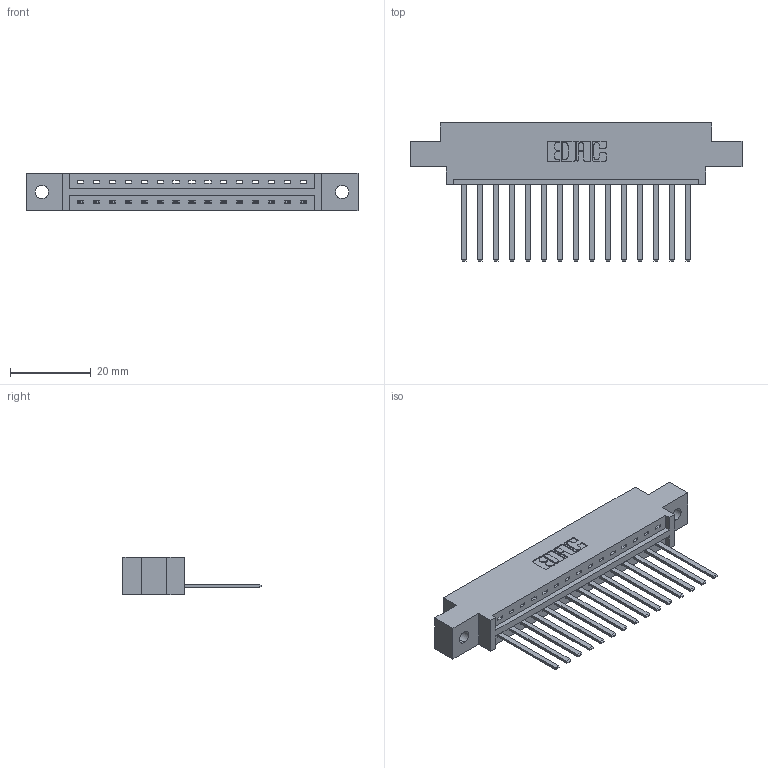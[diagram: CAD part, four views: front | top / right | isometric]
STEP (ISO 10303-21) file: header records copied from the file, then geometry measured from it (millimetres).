
FILE_DESCRIPTION (( 'STEP AP203' ), '1' );
FILE_NAME ('337-015-544-602.STEP', '2018-08-04T17:25:22', ( '' ), ( '' ), 'SwSTEP 2.0', 'SolidWorks 2016', '' );
FILE_SCHEMA (( 'CONFIG_CONTROL_DESIGN' ));
Length unit declared in the file: inch
Products named in the file (3): 337 Part_0.170 Offset - 0.128 Dia; 345-292-001_345-293-144; 337-015-544-602
Assembly tree (16 placements, depth 2):
  337-015-544-602
    337 Part_0.170 Offset - 0.128 Dia
    345-292-001_345-293-144  x15
Bounding box: 82.45 x 34.3 x 9.4 mm (x, y, z)
Volume: 8250.8 mm3; surface area: 8774.1 mm2
Topology: 16 solids, 16 shells, 958 faces, 2873 edges, 1894 vertices
Faces by surface type: plane 704, cylinder 254
Entity records: 14593 total; most frequent: CARTESIAN_POINT 2547, ORIENTED_EDGE 2498, DIRECTION 2195, EDGE_CURVE 1249, VECTOR 1125, LINE 1125, VERTEX_POINT 830, AXIS2_PLACEMENT_3D 535
